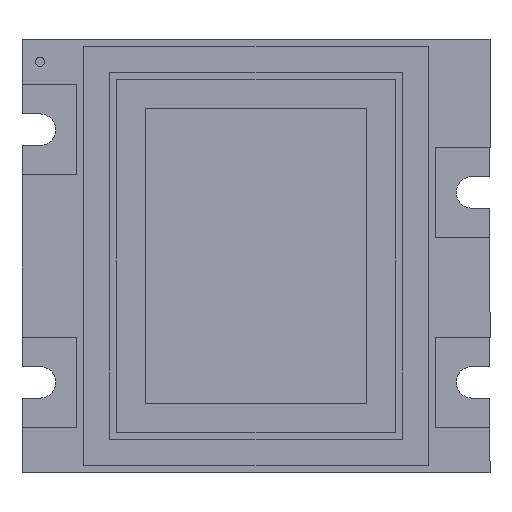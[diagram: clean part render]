
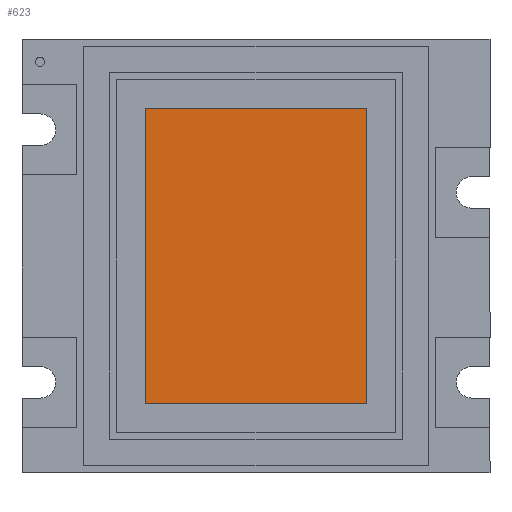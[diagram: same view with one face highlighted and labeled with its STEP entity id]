
A CAD part, top view. The second image highlights one B-rep face of the part: STEP entity #623.
In plain terms, the highlighted planar face has unit normal (0, 0, 1).
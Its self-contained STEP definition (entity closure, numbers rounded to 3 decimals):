
#560=CARTESIAN_POINT('',(-12.29,-16.385,3.02));
#561=VERTEX_POINT('',#560);
#568=CARTESIAN_POINT('',(-12.29,16.385,3.02));
#569=VERTEX_POINT('',#568);
#570=CARTESIAN_POINT('',(-12.29,16.385,3.02));
#571=DIRECTION('',(0.0,-1.0,0.0));
#572=VECTOR('',#571,32.77);
#573=LINE('',#570,#572);
#574=EDGE_CURVE('',#569,#561,#573,.T.);
#593=CARTESIAN_POINT('',(-12.29,16.385,3.02));
#594=DIRECTION('',(0.0,0.0,1.0));
#595=DIRECTION('',(0.0,-1.0,0.0));
#596=AXIS2_PLACEMENT_3D('',#593,#594,#595);
#597=PLANE('',#596);
#598=CARTESIAN_POINT('',(12.29,-16.385,3.02));
#599=VERTEX_POINT('',#598);
#600=CARTESIAN_POINT('',(-12.29,-16.385,3.02));
#601=DIRECTION('',(1.0,0.0,0.0));
#602=VECTOR('',#601,24.58);
#603=LINE('',#600,#602);
#604=EDGE_CURVE('',#561,#599,#603,.T.);
#605=ORIENTED_EDGE('',*,*,#604,.T.);
#606=CARTESIAN_POINT('',(12.29,16.385,3.02));
#607=VERTEX_POINT('',#606);
#608=CARTESIAN_POINT('',(12.29,16.385,3.02));
#609=DIRECTION('',(0.0,-1.0,0.0));
#610=VECTOR('',#609,32.77);
#611=LINE('',#608,#610);
#612=EDGE_CURVE('',#607,#599,#611,.T.);
#613=ORIENTED_EDGE('',*,*,#612,.F.);
#614=CARTESIAN_POINT('',(-12.29,16.385,3.02));
#615=DIRECTION('',(1.0,0.0,0.0));
#616=VECTOR('',#615,24.58);
#617=LINE('',#614,#616);
#618=EDGE_CURVE('',#569,#607,#617,.T.);
#619=ORIENTED_EDGE('',*,*,#618,.F.);
#620=ORIENTED_EDGE('',*,*,#574,.T.);
#621=EDGE_LOOP('',(#605,#613,#619,#620));
#622=FACE_OUTER_BOUND('',#621,.T.);
#623=ADVANCED_FACE('',(#622),#597,.T.);
